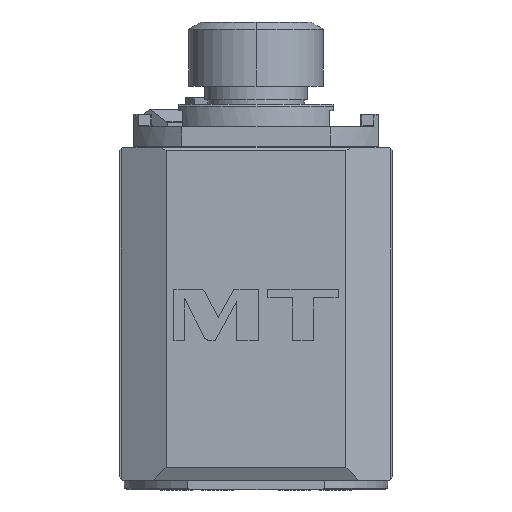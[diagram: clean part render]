
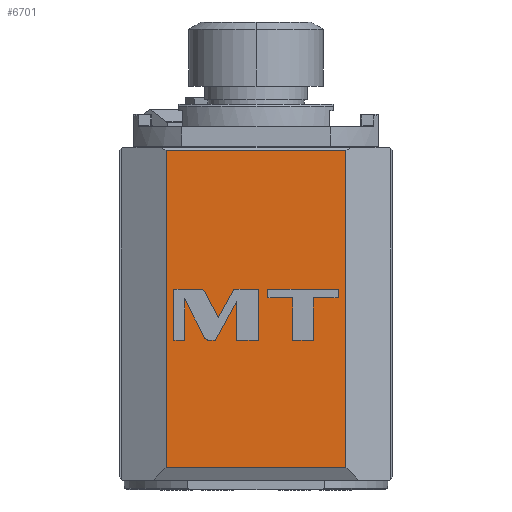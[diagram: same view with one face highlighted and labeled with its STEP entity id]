
A CAD part, left-side view. The second image highlights one B-rep face of the part: STEP entity #6701.
In plain terms, the highlighted planar face has unit normal (-1, 0, 0).
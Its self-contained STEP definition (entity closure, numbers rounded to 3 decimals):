
#777=DIRECTION('',(0.,1.,0.));
#778=VECTOR('',#777,56.);
#779=CARTESIAN_POINT('',(-99.,-28.,51.2));
#780=LINE('',#779,#778);
#781=DIRECTION('',(0.,0.,1.));
#782=VECTOR('',#781,98.7);
#783=CARTESIAN_POINT('',(-99.,-28.,-47.5));
#784=LINE('',#783,#782);
#785=DIRECTION('',(0.,-1.,0.));
#786=VECTOR('',#785,56.);
#787=CARTESIAN_POINT('',(-99.,28.,-47.5));
#788=LINE('',#787,#786);
#789=DIRECTION('',(0.,0.,1.));
#790=VECTOR('',#789,98.7);
#791=CARTESIAN_POINT('',(-99.,28.,-47.5));
#792=LINE('',#791,#790);
#793=CARTESIAN_POINT('',(-99.,15.816,6.958));
#794=CARTESIAN_POINT('',(-99.,16.148,7.601));
#795=CARTESIAN_POINT('',(-99.,16.804,8.));
#796=CARTESIAN_POINT('',(-99.,17.528,8.));
#798=DIRECTION('',(0.,1.,0.));
#799=VECTOR('',#798,8.043);
#800=CARTESIAN_POINT('',(-99.,17.528,8.));
#801=LINE('',#800,#799);
#802=DIRECTION('',(0.,0.,-1.));
#803=VECTOR('',#802,16.);
#804=CARTESIAN_POINT('',(-99.,25.571,8.));
#805=LINE('',#804,#803);
#806=DIRECTION('',(0.,-1.,0.));
#807=VECTOR('',#806,3.328);
#808=CARTESIAN_POINT('',(-99.,25.571,-8.));
#809=LINE('',#808,#807);
#810=DIRECTION('',(0.,0.,1.));
#811=VECTOR('',#810,12.962);
#812=CARTESIAN_POINT('',(-99.,22.243,-8.));
#813=LINE('',#812,#811);
#814=DIRECTION('',(0.,-0.459,-0.888));
#815=VECTOR('',#814,13.419);
#816=CARTESIAN_POINT('',(-99.,22.243,4.962));
#817=LINE('',#816,#815);
#818=CARTESIAN_POINT('',(-99.,16.08,-6.958));
#819=CARTESIAN_POINT('',(-99.,15.747,-7.601));
#820=CARTESIAN_POINT('',(-99.,15.091,-8.));
#821=CARTESIAN_POINT('',(-99.,14.367,-8.));
#823=DIRECTION('',(0.,-1.,0.));
#824=VECTOR('',#823,1.669);
#825=CARTESIAN_POINT('',(-99.,14.367,-8.));
#826=LINE('',#825,#824);
#827=DIRECTION('',(0.,-0.481,0.877));
#828=VECTOR('',#827,13.883);
#829=CARTESIAN_POINT('',(-99.,12.698,-8.));
#830=LINE('',#829,#828);
#831=DIRECTION('',(0.,0.,-1.));
#832=VECTOR('',#831,12.17);
#833=CARTESIAN_POINT('',(-99.,6.018,4.17));
#834=LINE('',#833,#832);
#835=DIRECTION('',(0.,-1.,0.));
#836=VECTOR('',#835,6.733);
#837=CARTESIAN_POINT('',(-99.,6.018,-8.));
#838=LINE('',#837,#836);
#839=DIRECTION('',(0.,0.,1.));
#840=VECTOR('',#839,16.);
#841=CARTESIAN_POINT('',(-99.,-0.715,-8.));
#842=LINE('',#841,#840);
#843=DIRECTION('',(0.,1.,0.));
#844=VECTOR('',#843,7.59);
#845=CARTESIAN_POINT('',(-99.,-0.715,8.));
#846=LINE('',#845,#844);
#847=DIRECTION('',(0.,0.481,-0.877));
#848=VECTOR('',#847,10.144);
#849=CARTESIAN_POINT('',(-99.,6.875,8.));
#850=LINE('',#849,#848);
#851=DIRECTION('',(0.,0.459,0.888));
#852=VECTOR('',#851,8.838);
#853=CARTESIAN_POINT('',(-99.,11.756,-0.893));
#854=LINE('',#853,#852);
#855=DIRECTION('',(0.,0.,-1.));
#856=VECTOR('',#855,13.275);
#857=CARTESIAN_POINT('',(-99.,-11.475,5.275));
#858=LINE('',#857,#856);
#859=DIRECTION('',(0.,-1.,0.));
#860=VECTOR('',#859,6.337);
#861=CARTESIAN_POINT('',(-99.,-11.475,-8.));
#862=LINE('',#861,#860);
#863=DIRECTION('',(0.,0.,1.));
#864=VECTOR('',#863,13.275);
#865=CARTESIAN_POINT('',(-99.,-17.812,-8.));
#866=LINE('',#865,#864);
#867=DIRECTION('',(0.,-1.,0.));
#868=VECTOR('',#867,7.757);
#869=CARTESIAN_POINT('',(-99.,-17.812,5.275));
#870=LINE('',#869,#868);
#871=DIRECTION('',(0.,0.,1.));
#872=VECTOR('',#871,2.725);
#873=CARTESIAN_POINT('',(-99.,-25.569,5.275));
#874=LINE('',#873,#872);
#875=DIRECTION('',(0.,1.,0.));
#876=VECTOR('',#875,21.851);
#877=CARTESIAN_POINT('',(-99.,-25.569,8.));
#878=LINE('',#877,#876);
#879=DIRECTION('',(0.,0.,-1.));
#880=VECTOR('',#879,2.725);
#881=CARTESIAN_POINT('',(-99.,-3.718,8.));
#882=LINE('',#881,#880);
#883=DIRECTION('',(0.,-1.,0.));
#884=VECTOR('',#883,7.757);
#885=CARTESIAN_POINT('',(-99.,-3.718,5.275));
#886=LINE('',#885,#884);
#4805=CARTESIAN_POINT('',(-99.,-28.,-47.5));
#4807=VERTEX_POINT('',#4805);
#4811=CARTESIAN_POINT('',(-99.,28.,-47.5));
#4812=VERTEX_POINT('',#4811);
#4817=CARTESIAN_POINT('',(-99.,-28.,51.2));
#4818=VERTEX_POINT('',#4817);
#4819=CARTESIAN_POINT('',(-99.,28.,51.2));
#4820=VERTEX_POINT('',#4819);
#5771=CARTESIAN_POINT('',(-99.,15.816,6.958));
#5772=VERTEX_POINT('',#5771);
#5773=CARTESIAN_POINT('',(-99.,17.528,8.));
#5774=VERTEX_POINT('',#5773);
#5775=CARTESIAN_POINT('',(-99.,25.571,8.));
#5776=VERTEX_POINT('',#5775);
#5777=CARTESIAN_POINT('',(-99.,25.571,-8.));
#5778=VERTEX_POINT('',#5777);
#5779=CARTESIAN_POINT('',(-99.,22.243,-8.));
#5780=VERTEX_POINT('',#5779);
#5781=CARTESIAN_POINT('',(-99.,22.243,4.962));
#5782=VERTEX_POINT('',#5781);
#5783=CARTESIAN_POINT('',(-99.,16.08,-6.958));
#5784=VERTEX_POINT('',#5783);
#5785=CARTESIAN_POINT('',(-99.,14.367,-8.));
#5786=VERTEX_POINT('',#5785);
#5787=CARTESIAN_POINT('',(-99.,12.698,-8.));
#5788=VERTEX_POINT('',#5787);
#5789=CARTESIAN_POINT('',(-99.,6.018,4.17));
#5790=VERTEX_POINT('',#5789);
#5791=CARTESIAN_POINT('',(-99.,6.018,-8.));
#5792=VERTEX_POINT('',#5791);
#5793=CARTESIAN_POINT('',(-99.,-0.715,-8.));
#5794=VERTEX_POINT('',#5793);
#5795=CARTESIAN_POINT('',(-99.,-0.715,8.));
#5796=VERTEX_POINT('',#5795);
#5797=CARTESIAN_POINT('',(-99.,6.875,8.));
#5798=VERTEX_POINT('',#5797);
#5799=CARTESIAN_POINT('',(-99.,11.756,-0.893));
#5800=VERTEX_POINT('',#5799);
#5801=CARTESIAN_POINT('',(-99.,-11.475,5.275));
#5802=VERTEX_POINT('',#5801);
#5803=CARTESIAN_POINT('',(-99.,-11.475,-8.));
#5804=VERTEX_POINT('',#5803);
#5805=CARTESIAN_POINT('',(-99.,-17.812,-8.));
#5806=VERTEX_POINT('',#5805);
#5807=CARTESIAN_POINT('',(-99.,-17.812,5.275));
#5808=VERTEX_POINT('',#5807);
#5809=CARTESIAN_POINT('',(-99.,-25.569,5.275));
#5810=VERTEX_POINT('',#5809);
#5811=CARTESIAN_POINT('',(-99.,-25.569,8.));
#5812=VERTEX_POINT('',#5811);
#5813=CARTESIAN_POINT('',(-99.,-3.718,8.));
#5814=VERTEX_POINT('',#5813);
#5815=CARTESIAN_POINT('',(-99.,-3.718,5.275));
#5816=VERTEX_POINT('',#5815);
#6640=CARTESIAN_POINT('',(-99.,0.,0.));
#6641=DIRECTION('',(1.,0.,0.));
#6642=DIRECTION('',(0.,1.,0.));
#6643=AXIS2_PLACEMENT_3D('',#6640,#6641,#6642);
#6644=PLANE('',#6643);
#6645=ORIENTED_EDGE('',*,*,#6231,.F.);
#6646=ORIENTED_EDGE('',*,*,#6254,.F.);
#6647=ORIENTED_EDGE('',*,*,#6635,.F.);
#6648=ORIENTED_EDGE('',*,*,#6208,.T.);
#6649=EDGE_LOOP('',(#6645,#6646,#6647,#6648));
#6650=FACE_OUTER_BOUND('',#6649,.F.);
#6652=ORIENTED_EDGE('',*,*,#6651,.T.);
#6654=ORIENTED_EDGE('',*,*,#6653,.T.);
#6656=ORIENTED_EDGE('',*,*,#6655,.T.);
#6658=ORIENTED_EDGE('',*,*,#6657,.T.);
#6660=ORIENTED_EDGE('',*,*,#6659,.T.);
#6662=ORIENTED_EDGE('',*,*,#6661,.T.);
#6664=ORIENTED_EDGE('',*,*,#6663,.T.);
#6666=ORIENTED_EDGE('',*,*,#6665,.T.);
#6668=ORIENTED_EDGE('',*,*,#6667,.T.);
#6670=ORIENTED_EDGE('',*,*,#6669,.T.);
#6672=ORIENTED_EDGE('',*,*,#6671,.T.);
#6674=ORIENTED_EDGE('',*,*,#6673,.T.);
#6676=ORIENTED_EDGE('',*,*,#6675,.T.);
#6678=ORIENTED_EDGE('',*,*,#6677,.T.);
#6680=ORIENTED_EDGE('',*,*,#6679,.T.);
#6681=EDGE_LOOP('',(#6652,#6654,#6656,#6658,#6660,#6662,#6664,#6666,#6668,#6670,
#6672,#6674,#6676,#6678,#6680));
#6682=FACE_BOUND('',#6681,.F.);
#6684=ORIENTED_EDGE('',*,*,#6683,.T.);
#6686=ORIENTED_EDGE('',*,*,#6685,.T.);
#6688=ORIENTED_EDGE('',*,*,#6687,.T.);
#6690=ORIENTED_EDGE('',*,*,#6689,.T.);
#6692=ORIENTED_EDGE('',*,*,#6691,.T.);
#6694=ORIENTED_EDGE('',*,*,#6693,.T.);
#6696=ORIENTED_EDGE('',*,*,#6695,.T.);
#6698=ORIENTED_EDGE('',*,*,#6697,.T.);
#6699=EDGE_LOOP('',(#6684,#6686,#6688,#6690,#6692,#6694,#6696,#6698));
#6700=FACE_BOUND('',#6699,.F.);
#6701=ADVANCED_FACE('',(#6650,#6682,#6700),#6644,.F.);
#797=B_SPLINE_CURVE_WITH_KNOTS('',3,(#793,#794,#795,#796),.UNSPECIFIED.,.F.,.F.,
(4,4),(0.,1.),.UNSPECIFIED.);
#822=B_SPLINE_CURVE_WITH_KNOTS('',3,(#818,#819,#820,#821),.UNSPECIFIED.,.F.,.F.,
(4,4),(0.,1.),.UNSPECIFIED.);
#6208=EDGE_CURVE('',#4812,#4820,#792,.T.);
#6231=EDGE_CURVE('',#4818,#4820,#780,.T.);
#6254=EDGE_CURVE('',#4807,#4818,#784,.T.);
#6635=EDGE_CURVE('',#4812,#4807,#788,.T.);
#6651=EDGE_CURVE('',#5772,#5774,#797,.T.);
#6653=EDGE_CURVE('',#5774,#5776,#801,.T.);
#6655=EDGE_CURVE('',#5776,#5778,#805,.T.);
#6657=EDGE_CURVE('',#5778,#5780,#809,.T.);
#6659=EDGE_CURVE('',#5780,#5782,#813,.T.);
#6661=EDGE_CURVE('',#5782,#5784,#817,.T.);
#6663=EDGE_CURVE('',#5784,#5786,#822,.T.);
#6665=EDGE_CURVE('',#5786,#5788,#826,.T.);
#6667=EDGE_CURVE('',#5788,#5790,#830,.T.);
#6669=EDGE_CURVE('',#5790,#5792,#834,.T.);
#6671=EDGE_CURVE('',#5792,#5794,#838,.T.);
#6673=EDGE_CURVE('',#5794,#5796,#842,.T.);
#6675=EDGE_CURVE('',#5796,#5798,#846,.T.);
#6677=EDGE_CURVE('',#5798,#5800,#850,.T.);
#6679=EDGE_CURVE('',#5800,#5772,#854,.T.);
#6683=EDGE_CURVE('',#5802,#5804,#858,.T.);
#6685=EDGE_CURVE('',#5804,#5806,#862,.T.);
#6687=EDGE_CURVE('',#5806,#5808,#866,.T.);
#6689=EDGE_CURVE('',#5808,#5810,#870,.T.);
#6691=EDGE_CURVE('',#5810,#5812,#874,.T.);
#6693=EDGE_CURVE('',#5812,#5814,#878,.T.);
#6695=EDGE_CURVE('',#5814,#5816,#882,.T.);
#6697=EDGE_CURVE('',#5816,#5802,#886,.T.);
